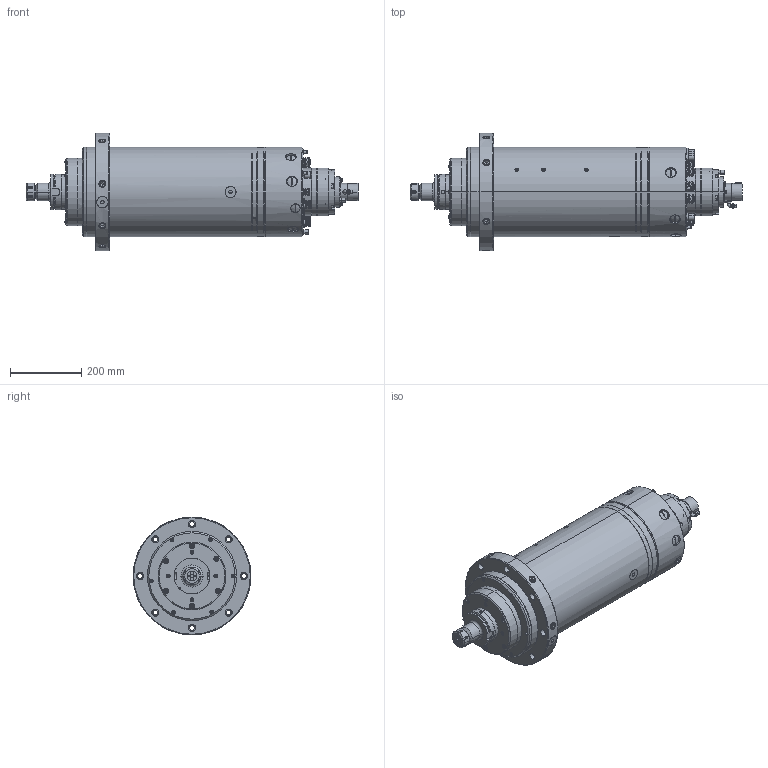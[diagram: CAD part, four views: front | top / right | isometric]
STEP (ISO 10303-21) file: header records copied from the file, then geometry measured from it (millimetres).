
FILE_DESCRIPTION (( 'STEP AP203' ), '1' );
FILE_NAME ('250AI12HKW-00-.STEP', '2011-07-08T07:55:54', ( 'FM10CAD1' ), ( 'IBAG Switzerland AG' ), 'SwSTEP 2.0', 'SolidWorks 2010', '' );
FILE_SCHEMA (( 'CONFIG_CONTROL_DESIGN' ));
Products named in the file (1): 250AI12HKW-00-
Bounding box: 930.14 x 330 x 330 mm (x, y, z)
Surface area: 980018.3 mm2 (no closed solid volume)
Topology: 0 solids, 184 shells, 1554 faces, 4855 edges, 3476 vertices
Faces by surface type: cylinder 691, plane 589, torus 126, cone 124, bspline 12, sphere 12
Entity records: 59387 total; most frequent: CARTESIAN_POINT 14947, DIRECTION 10102, ORIENTED_EDGE 7626, EDGE_CURVE 4827, AXIS2_PLACEMENT_3D 3944, VERTEX_POINT 3476, CIRCLE 2401, VECTOR 2214
